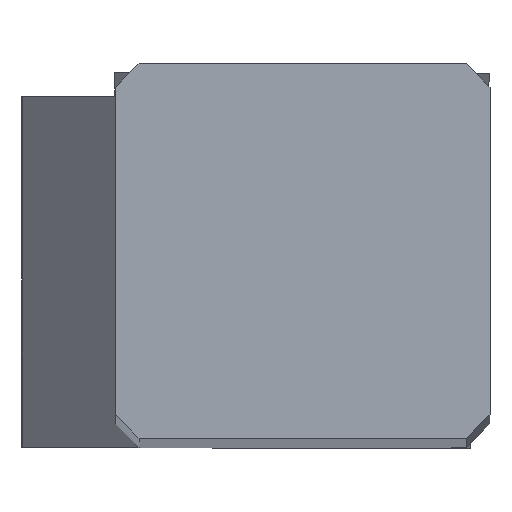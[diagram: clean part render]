
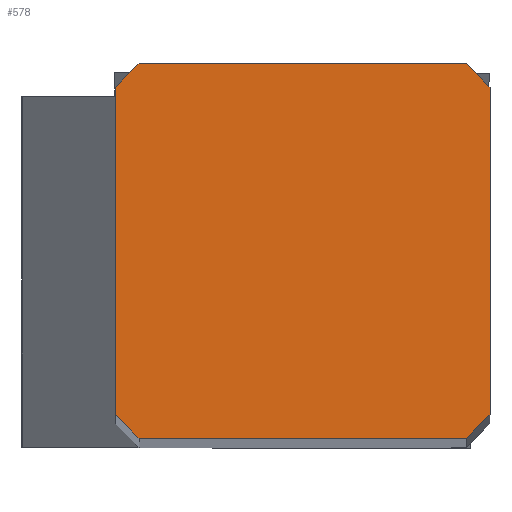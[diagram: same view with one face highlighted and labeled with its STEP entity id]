
A CAD part, top view. The second image highlights one B-rep face of the part: STEP entity #578.
In plain terms, the highlighted planar face has unit normal (0, 0, 1).
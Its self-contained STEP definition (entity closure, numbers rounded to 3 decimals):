
#503=FACE_OUTER_BOUND('',#700,.T.);
#578=ADVANCED_FACE('',(#503),#640,.T.);
#640=PLANE('',#2075);
#700=EDGE_LOOP('',(#952,#953,#954,#955,#956,#957,#958,#959));
#952=ORIENTED_EDGE('',*,*,#1419,.F.);
#953=ORIENTED_EDGE('',*,*,#1412,.F.);
#954=ORIENTED_EDGE('',*,*,#1410,.F.);
#955=ORIENTED_EDGE('',*,*,#1420,.F.);
#956=ORIENTED_EDGE('',*,*,#1421,.F.);
#957=ORIENTED_EDGE('',*,*,#1353,.F.);
#958=ORIENTED_EDGE('',*,*,#1349,.T.);
#959=ORIENTED_EDGE('',*,*,#1417,.F.);
#1194=VERTEX_POINT('',#2718);
#1195=VERTEX_POINT('',#2720);
#1198=VERTEX_POINT('',#2728);
#1237=VERTEX_POINT('',#2838);
#1238=VERTEX_POINT('',#2840);
#1239=VERTEX_POINT('',#2844);
#1242=VERTEX_POINT('',#2854);
#1243=VERTEX_POINT('',#2860);
#1349=EDGE_CURVE('',#1195,#1194,#1669,.T.);
#1353=EDGE_CURVE('',#1195,#1198,#1671,.T.);
#1410=EDGE_CURVE('',#1237,#1238,#1716,.T.);
#1412=EDGE_CURVE('',#1238,#1239,#1718,.T.);
#1417=EDGE_CURVE('',#1242,#1194,#1723,.T.);
#1419=EDGE_CURVE('',#1239,#1242,#1725,.T.);
#1420=EDGE_CURVE('',#1243,#1237,#1726,.T.);
#1421=EDGE_CURVE('',#1198,#1243,#1727,.T.);
#1669=LINE('',#2719,#1791);
#1671=LINE('',#2727,#1793);
#1716=LINE('',#2839,#1838);
#1718=LINE('',#2843,#1840);
#1723=LINE('',#2853,#1845);
#1725=LINE('',#2857,#1847);
#1726=LINE('',#2859,#1848);
#1727=LINE('',#2861,#1849);
#1791=VECTOR('',#2286,1.);
#1793=VECTOR('',#2294,1.);
#1838=VECTOR('',#2393,1.);
#1840=VECTOR('',#2397,1.);
#1845=VECTOR('',#2406,1.);
#1847=VECTOR('',#2410,1.);
#1848=VECTOR('',#2413,1.);
#1849=VECTOR('',#2414,1.);
#2075=AXIS2_PLACEMENT_3D('',#2862,#2415,#2416);
#2286=DIRECTION('',(1.,0.,0.));
#2294=DIRECTION('',(-0.707,0.707,0.));
#2393=DIRECTION('',(1.,0.,0.));
#2397=DIRECTION('',(0.707,-0.707,0.));
#2406=DIRECTION('',(-0.707,-0.707,0.));
#2410=DIRECTION('',(0.,-1.,0.));
#2413=DIRECTION('',(0.707,0.707,0.));
#2414=DIRECTION('',(0.,1.,0.));
#2415=DIRECTION('',(0.,0.,1.));
#2416=DIRECTION('',(-1.,0.,0.));
#2718=CARTESIAN_POINT('',(7.5,0.,0.));
#2719=CARTESIAN_POINT('',(0.5,0.,0.));
#2720=CARTESIAN_POINT('',(0.5,0.,0.));
#2727=CARTESIAN_POINT('',(0.5,0.,0.));
#2728=CARTESIAN_POINT('',(0.,0.5,0.));
#2838=CARTESIAN_POINT('',(0.5,8.,0.));
#2839=CARTESIAN_POINT('',(0.5,8.,0.));
#2840=CARTESIAN_POINT('',(7.5,8.,0.));
#2843=CARTESIAN_POINT('',(7.5,8.,0.));
#2844=CARTESIAN_POINT('',(8.,7.5,0.));
#2853=CARTESIAN_POINT('',(8.,0.5,0.));
#2854=CARTESIAN_POINT('',(8.,0.5,0.));
#2857=CARTESIAN_POINT('',(8.,7.5,0.));
#2859=CARTESIAN_POINT('',(0.,7.5,0.));
#2860=CARTESIAN_POINT('',(0.,7.5,0.));
#2861=CARTESIAN_POINT('',(0.,0.5,0.));
#2862=CARTESIAN_POINT('',(4.,4.,0.));
